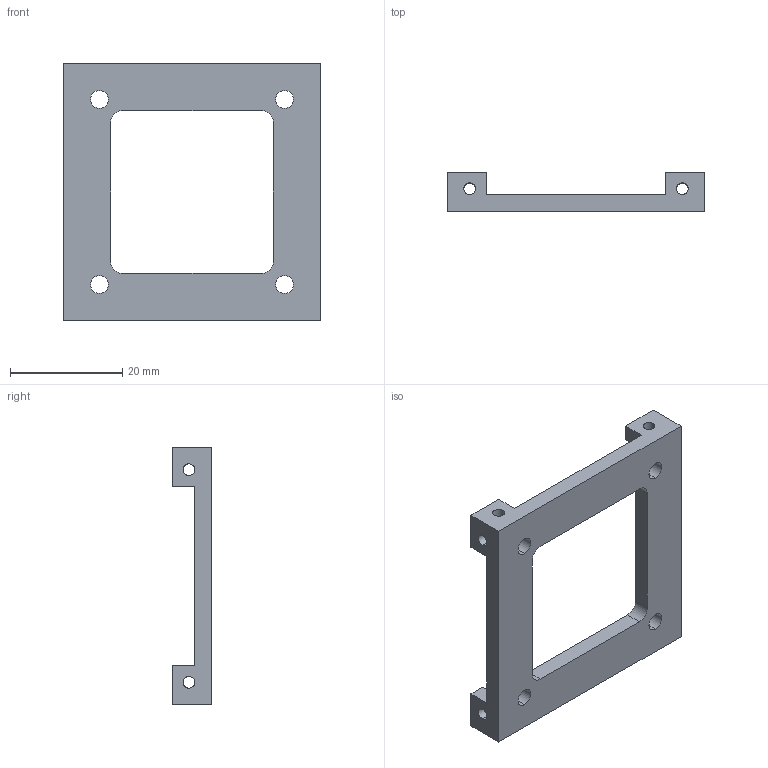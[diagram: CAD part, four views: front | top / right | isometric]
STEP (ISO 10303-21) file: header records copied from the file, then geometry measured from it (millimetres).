
FILE_DESCRIPTION (( 'STEP AP214' ), '1' );
FILE_NAME ('Support_Top.STEP', '2022-04-19T12:22:36', ( '' ), ( '' ), 'SwSTEP 2.0', 'SolidWorks 2022', '' );
FILE_SCHEMA (( 'AUTOMOTIVE_DESIGN' ));
Length unit declared in the file: millimetre
Products named in the file (1): Support_Top
Bounding box: 46 x 7 x 46 mm (x, y, z)
Volume: 4185.8 mm3; surface area: 4050.8 mm2
Topology: 1 solids, 1 shells, 74 faces, 228 edges, 148 vertices
Faces by surface type: plane 38, cylinder 36
Entity records: 2682 total; most frequent: CARTESIAN_POINT 555, ORIENTED_EDGE 456, DIRECTION 426, EDGE_CURVE 228, VERTEX_POINT 148, AXIS2_PLACEMENT_3D 147, LINE 132, VECTOR 132
